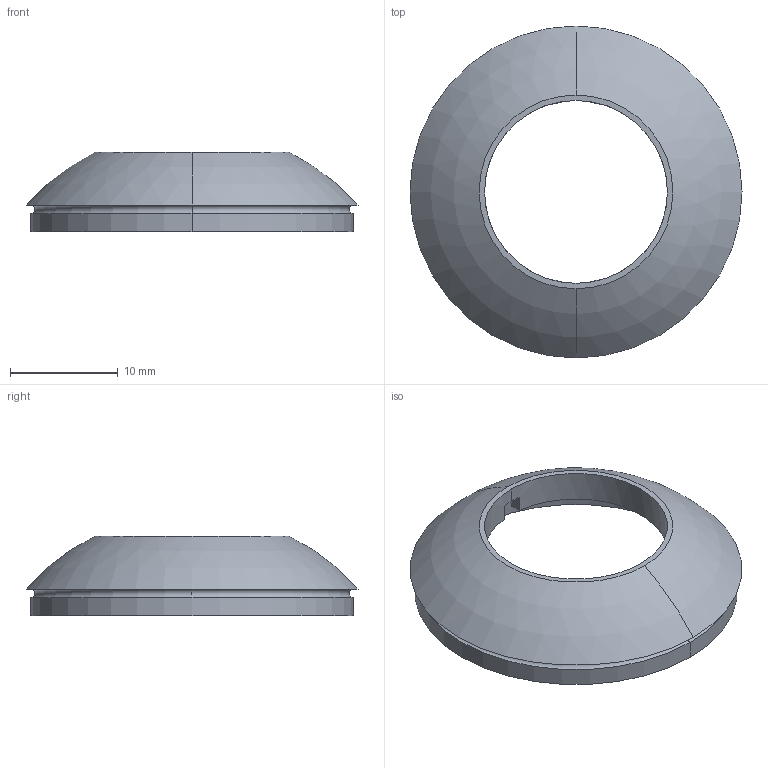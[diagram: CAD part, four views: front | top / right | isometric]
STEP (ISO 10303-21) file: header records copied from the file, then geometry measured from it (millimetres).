
FILE_DESCRIPTION((''),'2;1');
FILE_NAME('ICUB3_020_P_123','2021-09-07T17:14:35',('silo-mech'),(''),'CREO PARAMETRIC BY PTC INC, 2020454','CREO PARAMETRIC BY PTC INC, 2020454','');
FILE_SCHEMA(('CONFIG_CONTROL_DESIGN'));
Length unit declared in the file: millimetre
Products named in the file (1): ICUB3_020_P_123
Bounding box: 30.85 x 30.85 x 7.42 mm (x, y, z)
Volume: 875.6 mm3; surface area: 2244.9 mm2
Topology: 1 solids, 2 shells, 27 faces, 66 edges, 42 vertices
Faces by surface type: plane 11, cylinder 10, sphere 4, torus 2
Entity records: 860 total; most frequent: DIRECTION 162, CARTESIAN_POINT 136, ORIENTED_EDGE 128, AXIS2_PLACEMENT_3D 68, EDGE_CURVE 66, VERTEX_POINT 42, CIRCLE 40, EDGE_LOOP 30
